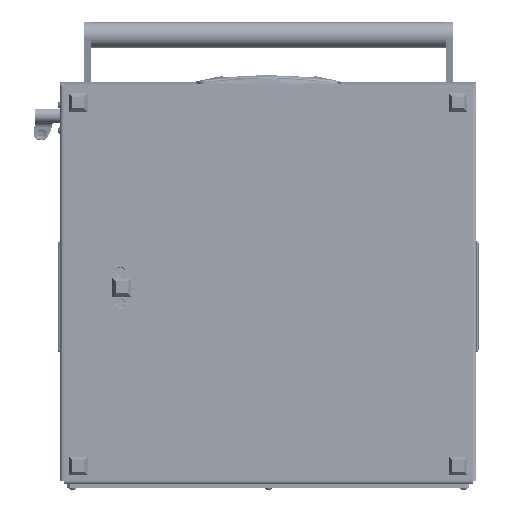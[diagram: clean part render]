
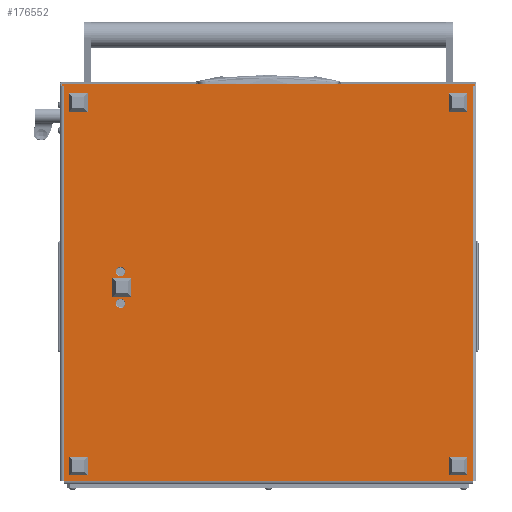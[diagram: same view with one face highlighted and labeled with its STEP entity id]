
A CAD part, front view. The second image highlights one B-rep face of the part: STEP entity #176552.
In plain terms, the highlighted face is planar.
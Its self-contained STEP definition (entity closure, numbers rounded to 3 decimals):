
#88 = ORIENTED_EDGE ( 'NONE', *, *, #56283, .F. ) ;
#664 = CARTESIAN_POINT ( 'NONE',  ( 0., -2., 0. ) ) ;
#3092 = ORIENTED_EDGE ( 'NONE', *, *, #23846, .F. ) ;
#5783 = ORIENTED_EDGE ( 'NONE', *, *, #14372, .F. ) ;
#7410 = DIRECTION ( 'NONE',  ( 0., 1., 0. ) ) ;
#8765 = VECTOR ( 'NONE', #132833, 1000. ) ;
#14153 = CIRCLE ( 'NONE', #113444, 5.2 ) ;
#14372 = EDGE_CURVE ( 'NONE', #148016, #84861, #118757, .T. ) ;
#14432 = VECTOR ( 'NONE', #117474, 1000. ) ;
#14625 = CARTESIAN_POINT ( 'NONE',  ( 0., 454., 0. ) ) ;
#15589 = DIRECTION ( 'NONE',  ( -1., 0., 0. ) ) ;
#17299 = ORIENTED_EDGE ( 'NONE', *, *, #57526, .F. ) ;
#17362 = DIRECTION ( 'NONE',  ( -1., 0., 0. ) ) ;
#17981 = VECTOR ( 'NONE', #54930, 1000. ) ;
#22325 = CARTESIAN_POINT ( 'NONE',  ( 0., 452., 0. ) ) ;
#23337 = DIRECTION ( 'NONE',  ( 1., 0., 0. ) ) ;
#23846 = EDGE_CURVE ( 'NONE', #87122, #174265, #41129, .T. ) ;
#25151 = DIRECTION ( 'NONE',  ( -1., 0., 0. ) ) ;
#25263 = EDGE_CURVE ( 'NONE', #174555, #144408, #146040, .T. ) ;
#27552 = CARTESIAN_POINT ( 'NONE',  ( 0., 454., 0. ) ) ;
#28543 = AXIS2_PLACEMENT_3D ( 'NONE', #179074, #60182, #90122 ) ;
#31504 = LINE ( 'NONE', #664, #184839 ) ;
#31756 = VERTEX_POINT ( 'NONE', #95368 ) ;
#37767 = EDGE_CURVE ( 'NONE', #143211, #31756, #31504, .T. ) ;
#40519 = VECTOR ( 'NONE', #7410, 1000. ) ;
#41129 = CIRCLE ( 'NONE', #28543, 5.2 ) ;
#44124 = ORIENTED_EDGE ( 'NONE', *, *, #37767, .T. ) ;
#49834 = FACE_BOUND ( 'NONE', #167269, .T. ) ;
#50379 = VERTEX_POINT ( 'NONE', #163026 ) ;
#52116 = DIRECTION ( 'NONE',  ( 0., 0., -1. ) ) ;
#52884 = ORIENTED_EDGE ( 'NONE', *, *, #170133, .T. ) ;
#54930 = DIRECTION ( 'NONE',  ( 0., 1., 0. ) ) ;
#56078 = LINE ( 'NONE', #162938, #90934 ) ;
#56283 = EDGE_CURVE ( 'NONE', #134874, #66590, #14153, .T. ) ;
#57000 = CARTESIAN_POINT ( 'NONE',  ( 436., 0., 0. ) ) ;
#57054 = CARTESIAN_POINT ( 'NONE',  ( 436., 452., 0. ) ) ;
#57526 = EDGE_CURVE ( 'NONE', #66590, #134874, #67199, .T. ) ;
#57779 = DIRECTION ( 'NONE',  ( 0., 1., 0. ) ) ;
#58650 = ORIENTED_EDGE ( 'NONE', *, *, #163801, .F. ) ;
#60182 = DIRECTION ( 'NONE',  ( 0., 0., -1. ) ) ;
#62082 = CARTESIAN_POINT ( 'NONE',  ( 205., 389., 0. ) ) ;
#63359 = EDGE_CURVE ( 'NONE', #50379, #84861, #188577, .T. ) ;
#65853 = CARTESIAN_POINT ( 'NONE',  ( 234.8, 389., 0. ) ) ;
#66362 = EDGE_CURVE ( 'NONE', #143211, #148016, #98676, .T. ) ;
#66590 = VERTEX_POINT ( 'NONE', #139019 ) ;
#67199 = CIRCLE ( 'NONE', #160903, 5.2 ) ;
#67445 = CARTESIAN_POINT ( 'NONE',  ( 0., 0., 0. ) ) ;
#68477 = FACE_OUTER_BOUND ( 'NONE', #142825, .T. ) ;
#73034 = ORIENTED_EDGE ( 'NONE', *, *, #114577, .T. ) ;
#74894 = ORIENTED_EDGE ( 'NONE', *, *, #66362, .F. ) ;
#75296 = CARTESIAN_POINT ( 'NONE',  ( -2., 454., 0. ) ) ;
#77833 = DIRECTION ( 'NONE',  ( 0., 0., -1. ) ) ;
#79297 = VECTOR ( 'NONE', #23337, 1000. ) ;
#80141 = DIRECTION ( 'NONE',  ( -1., 0., 0. ) ) ;
#80147 = CARTESIAN_POINT ( 'NONE',  ( 0., -4., 0. ) ) ;
#82260 = ORIENTED_EDGE ( 'NONE', *, *, #105020, .F. ) ;
#84861 = VERTEX_POINT ( 'NONE', #57000 ) ;
#85099 = CARTESIAN_POINT ( 'NONE',  ( 0., 0., 0. ) ) ;
#87122 = VERTEX_POINT ( 'NONE', #189683 ) ;
#88426 = VERTEX_POINT ( 'NONE', #75296 ) ;
#90122 = DIRECTION ( 'NONE',  ( -1., 0., 0. ) ) ;
#90934 = VECTOR ( 'NONE', #57779, 1000. ) ;
#92207 = CARTESIAN_POINT ( 'NONE',  ( 0., -2., 0. ) ) ;
#95368 = CARTESIAN_POINT ( 'NONE',  ( -2., -2., 0. ) ) ;
#98516 = CIRCLE ( 'NONE', #142895, 5.2 ) ;
#98676 = LINE ( 'NONE', #80147, #40519 ) ;
#98696 = VECTOR ( 'NONE', #113506, 1000. ) ;
#101985 = CARTESIAN_POINT ( 'NONE',  ( 199.8, 389., 0. ) ) ;
#104213 = AXIS2_PLACEMENT_3D ( 'NONE', #22325, #52116, #80141 ) ;
#105020 = EDGE_CURVE ( 'NONE', #50379, #174555, #152081, .T. ) ;
#106290 = DIRECTION ( 'NONE',  ( 0., 0., -1. ) ) ;
#107953 = FACE_BOUND ( 'NONE', #163071, .T. ) ;
#113444 = AXIS2_PLACEMENT_3D ( 'NONE', #144017, #131029, #25151 ) ;
#113506 = DIRECTION ( 'NONE',  ( -1., 0., 0. ) ) ;
#114577 = EDGE_CURVE ( 'NONE', #88426, #144408, #131952, .T. ) ;
#117474 = DIRECTION ( 'NONE',  ( 0., -1., 0. ) ) ;
#118757 = LINE ( 'NONE', #67445, #79297 ) ;
#124276 = PLANE ( 'NONE',  #104213 ) ;
#126741 = ORIENTED_EDGE ( 'NONE', *, *, #25263, .F. ) ;
#131029 = DIRECTION ( 'NONE',  ( 0., 0., -1. ) ) ;
#131952 = LINE ( 'NONE', #14625, #8765 ) ;
#132833 = DIRECTION ( 'NONE',  ( 1., 0., 0. ) ) ;
#134874 = VERTEX_POINT ( 'NONE', #65853 ) ;
#138225 = DIRECTION ( 'NONE',  ( -1., 0., 0. ) ) ;
#139019 = CARTESIAN_POINT ( 'NONE',  ( 245.2, 389., 0. ) ) ;
#142825 = EDGE_LOOP ( 'NONE', ( #74894, #44124, #52884, #73034, #126741, #82260, #169177, #5783 ) ) ;
#142895 = AXIS2_PLACEMENT_3D ( 'NONE', #62082, #106290, #17362 ) ;
#143211 = VERTEX_POINT ( 'NONE', #92207 ) ;
#144017 = CARTESIAN_POINT ( 'NONE',  ( 240., 389., 0. ) ) ;
#144408 = VERTEX_POINT ( 'NONE', #27552 ) ;
#146040 = LINE ( 'NONE', #171202, #17981 ) ;
#148016 = VERTEX_POINT ( 'NONE', #85099 ) ;
#152081 = LINE ( 'NONE', #175233, #98696 ) ;
#153094 = CARTESIAN_POINT ( 'NONE',  ( 240., 389., 0. ) ) ;
#160903 = AXIS2_PLACEMENT_3D ( 'NONE', #153094, #77833, #138225 ) ;
#162938 = CARTESIAN_POINT ( 'NONE',  ( -2., -4., 0. ) ) ;
#163026 = CARTESIAN_POINT ( 'NONE',  ( 436., 452., 0. ) ) ;
#163071 = EDGE_LOOP ( 'NONE', ( #58650, #3092 ) ) ;
#163801 = EDGE_CURVE ( 'NONE', #174265, #87122, #98516, .T. ) ;
#167269 = EDGE_LOOP ( 'NONE', ( #88, #17299 ) ) ;
#169177 = ORIENTED_EDGE ( 'NONE', *, *, #63359, .T. ) ;
#169342 = CARTESIAN_POINT ( 'NONE',  ( 0., 452., 0. ) ) ;
#170133 = EDGE_CURVE ( 'NONE', #31756, #88426, #56078, .T. ) ;
#171202 = CARTESIAN_POINT ( 'NONE',  ( 0., -4., 0. ) ) ;
#174265 = VERTEX_POINT ( 'NONE', #101985 ) ;
#174555 = VERTEX_POINT ( 'NONE', #169342 ) ;
#175233 = CARTESIAN_POINT ( 'NONE',  ( 0., 452., 0. ) ) ;
#176552 = ADVANCED_FACE ( 'NONE', ( #107953, #49834, #68477 ), #124276, .T. ) ;
#179074 = CARTESIAN_POINT ( 'NONE',  ( 205., 389., 0. ) ) ;
#184839 = VECTOR ( 'NONE', #15589, 1000. ) ;
#188577 = LINE ( 'NONE', #57054, #14432 ) ;
#189683 = CARTESIAN_POINT ( 'NONE',  ( 210.2, 389., 0. ) ) ;
